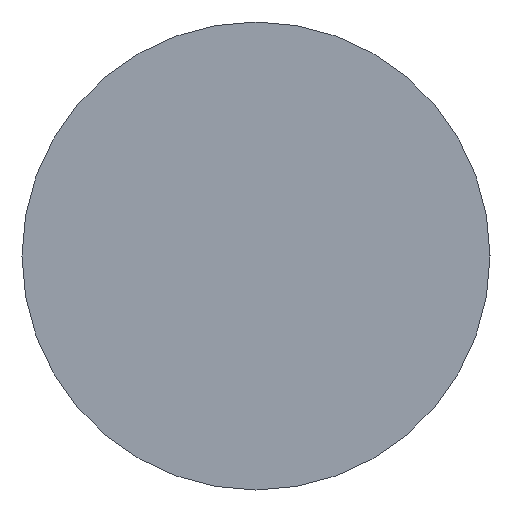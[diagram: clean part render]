
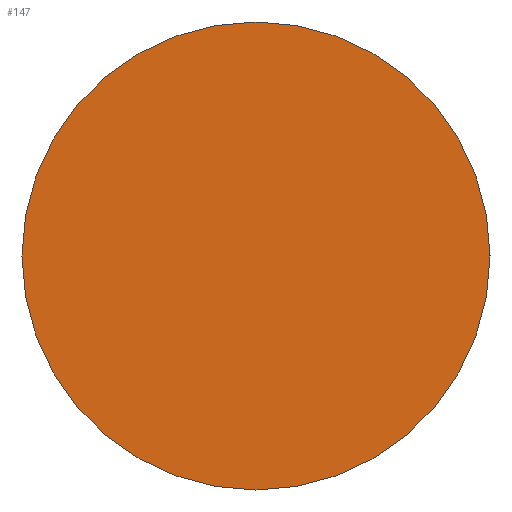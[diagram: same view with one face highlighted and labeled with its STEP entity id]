
A CAD part, left-side view. The second image highlights one B-rep face of the part: STEP entity #147.
In plain terms, the highlighted planar face has unit normal (-1, 0, 0).
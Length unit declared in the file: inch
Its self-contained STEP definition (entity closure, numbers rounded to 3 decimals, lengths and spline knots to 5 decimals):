
#1 = DIRECTION ( 'NONE',  ( 0., 0., -1. ) ) ;
#5 = EDGE_CURVE ( 'NONE', #230, #6, #29, .T. ) ;
#6 = VERTEX_POINT ( 'NONE', #119 ) ;
#8 = DIRECTION ( 'NONE',  ( 1., 0., 0. ) ) ;
#11 = EDGE_LOOP ( 'NONE', ( #85, #112 ) ) ;
#29 = CIRCLE ( 'NONE', #33, 0.0748 ) ;
#33 = AXIS2_PLACEMENT_3D ( 'NONE', #69, #288, #1 ) ;
#49 = DIRECTION ( 'NONE',  ( 0., 0., -1. ) ) ;
#55 = DIRECTION ( 'NONE',  ( 1., 0., 0. ) ) ;
#66 = FACE_OUTER_BOUND ( 'NONE', #11, .T. ) ;
#69 = CARTESIAN_POINT ( 'NONE',  ( 0., 0., 0. ) ) ;
#85 = ORIENTED_EDGE ( 'NONE', *, *, #177, .F. ) ;
#86 = CARTESIAN_POINT ( 'NONE',  ( 0., 0., -0.0748 ) ) ;
#90 = CARTESIAN_POINT ( 'NONE',  ( 0., 0., 0. ) ) ;
#98 = DIRECTION ( 'NONE',  ( 0., 0., -1. ) ) ;
#106 = CARTESIAN_POINT ( 'NONE',  ( 0., 0., 0. ) ) ;
#112 = ORIENTED_EDGE ( 'NONE', *, *, #5, .F. ) ;
#119 = CARTESIAN_POINT ( 'NONE',  ( 0., 0., 0.0748 ) ) ;
#147 = ADVANCED_FACE ( 'NONE', ( #66 ), #249, .F. ) ;
#171 = CIRCLE ( 'NONE', #222, 0.0748 ) ;
#177 = EDGE_CURVE ( 'NONE', #6, #230, #171, .T. ) ;
#222 = AXIS2_PLACEMENT_3D ( 'NONE', #106, #55, #98 ) ;
#230 = VERTEX_POINT ( 'NONE', #86 ) ;
#243 = AXIS2_PLACEMENT_3D ( 'NONE', #90, #8, #49 ) ;
#249 = PLANE ( 'NONE',  #243 ) ;
#288 = DIRECTION ( 'NONE',  ( 1., 0., 0. ) ) ;
